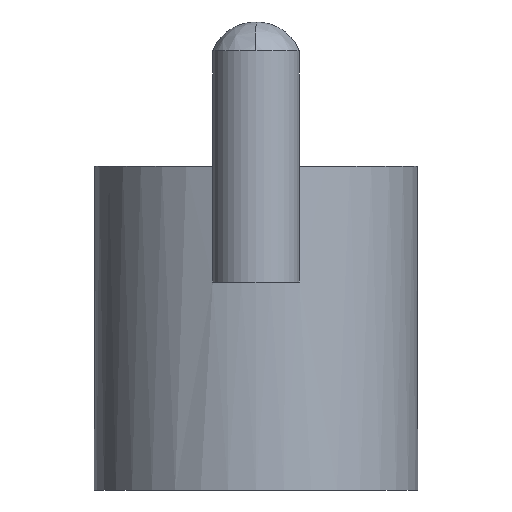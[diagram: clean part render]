
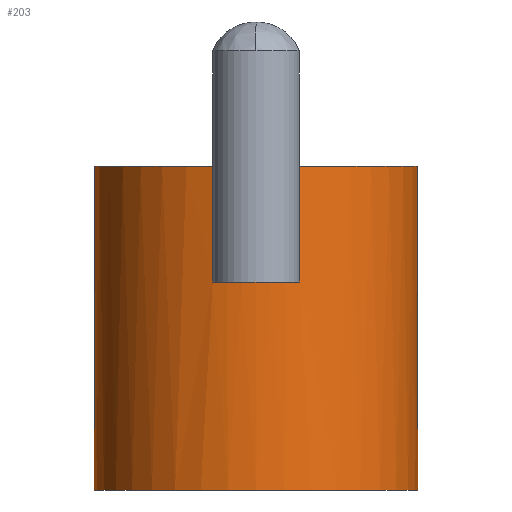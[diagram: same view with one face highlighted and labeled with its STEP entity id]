
A CAD part, left-side view. The second image highlights one B-rep face of the part: STEP entity #203.
In plain terms, the highlighted cylindrical face has radius 2.8 mm (diameter 5.6 mm), a full revolution.
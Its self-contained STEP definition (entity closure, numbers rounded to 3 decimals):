
#16=LINE('',#420,#27);
#17=LINE('',#424,#28);
#18=LINE('',#428,#29);
#27=VECTOR('',#281,2.8);
#28=VECTOR('',#284,10.);
#29=VECTOR('',#287,10.);
#38=CYLINDRICAL_SURFACE('',#237,2.8);
#51=FACE_OUTER_BOUND('',#65,.T.);
#65=EDGE_LOOP('',(#153,#154,#155,#156,#157,#158,#159,#160));
#72=CIRCLE('',#225,2.8);
#83=CIRCLE('',#238,2.8);
#84=CIRCLE('',#239,2.8);
#85=CIRCLE('',#240,2.8);
#89=VERTEX_POINT('',#317);
#97=VERTEX_POINT('',#419);
#98=VERTEX_POINT('',#421);
#99=VERTEX_POINT('',#423);
#100=VERTEX_POINT('',#425);
#101=VERTEX_POINT('',#427);
#107=EDGE_CURVE('',#89,#89,#72,.T.);
#119=EDGE_CURVE('',#89,#97,#16,.T.);
#120=EDGE_CURVE('',#97,#98,#83,.T.);
#121=EDGE_CURVE('',#98,#99,#17,.T.);
#122=EDGE_CURVE('',#100,#99,#84,.T.);
#123=EDGE_CURVE('',#101,#100,#18,.T.);
#124=EDGE_CURVE('',#101,#97,#85,.T.);
#153=ORIENTED_EDGE('',*,*,#107,.F.);
#154=ORIENTED_EDGE('',*,*,#119,.T.);
#155=ORIENTED_EDGE('',*,*,#120,.T.);
#156=ORIENTED_EDGE('',*,*,#121,.T.);
#157=ORIENTED_EDGE('',*,*,#122,.F.);
#158=ORIENTED_EDGE('',*,*,#123,.F.);
#159=ORIENTED_EDGE('',*,*,#124,.T.);
#160=ORIENTED_EDGE('',*,*,#119,.F.);
#203=ADVANCED_FACE('',(#51),#38,.T.);
#225=AXIS2_PLACEMENT_3D('',#318,#254,#255);
#237=AXIS2_PLACEMENT_3D('',#418,#279,#280);
#238=AXIS2_PLACEMENT_3D('',#422,#282,#283);
#239=AXIS2_PLACEMENT_3D('',#426,#285,#286);
#240=AXIS2_PLACEMENT_3D('',#429,#288,#289);
#254=DIRECTION('center_axis',(0.,0.,-1.));
#255=DIRECTION('ref_axis',(1.,0.,0.));
#279=DIRECTION('center_axis',(0.,0.,1.));
#280=DIRECTION('ref_axis',(1.,0.,0.));
#281=DIRECTION('',(0.,0.,1.));
#282=DIRECTION('center_axis',(0.,0.,-1.));
#283=DIRECTION('ref_axis',(1.,0.,0.));
#284=DIRECTION('',(0.,0.,1.));
#285=DIRECTION('center_axis',(0.,0.,1.));
#286=DIRECTION('ref_axis',(1.,0.,0.));
#287=DIRECTION('',(0.,0.,1.));
#288=DIRECTION('center_axis',(0.,0.,-1.));
#289=DIRECTION('ref_axis',(1.,0.,0.));
#317=CARTESIAN_POINT('',(-2.8,0.,-2.45));
#318=CARTESIAN_POINT('Origin',(0.,0.,-2.45));
#418=CARTESIAN_POINT('Origin',(0.,0.,-2.));
#419=CARTESIAN_POINT('',(-2.8,0.,1.15));
#420=CARTESIAN_POINT('',(-2.8,0.,-2.));
#421=CARTESIAN_POINT('',(-2.698,0.75,1.15));
#422=CARTESIAN_POINT('Origin',(0.,0.,1.15));
#423=CARTESIAN_POINT('',(-2.698,0.75,3.15));
#424=CARTESIAN_POINT('',(-2.698,0.75,-2.));
#425=CARTESIAN_POINT('',(-2.698,-0.75,3.15));
#426=CARTESIAN_POINT('Origin',(0.,0.,3.15));
#427=CARTESIAN_POINT('',(-2.698,-0.75,1.15));
#428=CARTESIAN_POINT('',(-2.698,-0.75,-2.));
#429=CARTESIAN_POINT('Origin',(0.,0.,1.15));
